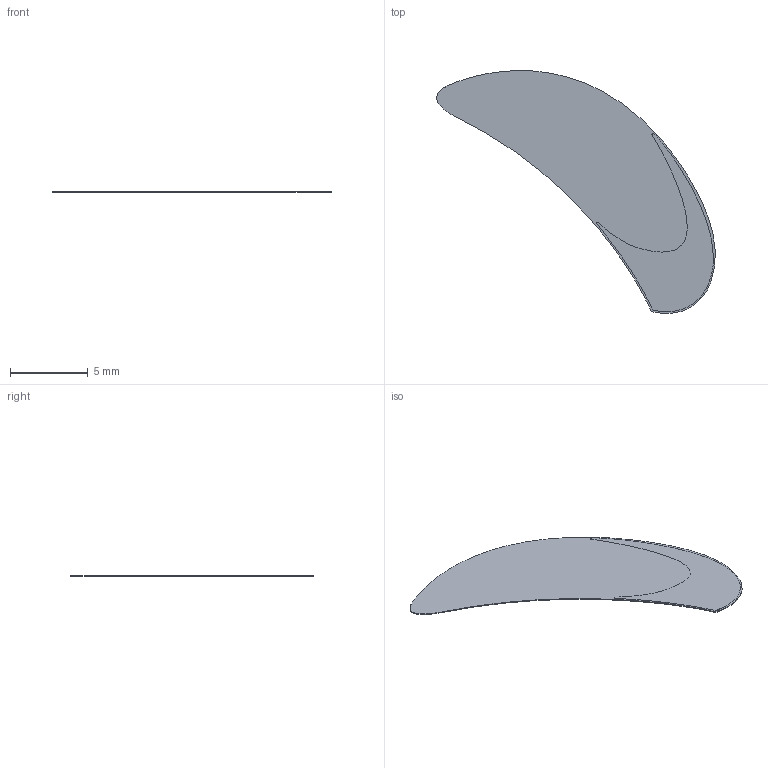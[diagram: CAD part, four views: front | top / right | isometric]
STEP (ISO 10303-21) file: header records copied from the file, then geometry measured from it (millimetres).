
FILE_DESCRIPTION(/* description */ (''),/* implementation_level */ '2;1');
FILE_NAME(/* name */ 'HANE-1 v1.step',/* time_stamp */ '2020-04-28T17:29:35+09:00',/* author */ (''),/* organization */ (''),/* preprocessor_version */ 'ST-DEVELOPER v18.1',/* originating_system */ 'Autodesk Translation Framework v9.2.0.1227',/* authorisation */ '');
FILE_SCHEMA (('AUTOMOTIVE_DESIGN { 1 0 10303 214 3 1 1 }'));
Length unit declared in the file: millimetre
Products named in the file (1): HANE-1
Bounding box: 17.89 x 15.59 x 0.06 mm (x, y, z)
Volume: 6.4 mm3; surface area: 301.4 mm2
Topology: 2 solids, 2 shells, 268 faces, 792 edges, 528 vertices
Faces by surface type: plane 268
Entity records: 8788 total; most frequent: CARTESIAN_POINT 1589, ORIENTED_EDGE 1584, DIRECTION 1330, LINE 792, VECTOR 792, EDGE_CURVE 792, VERTEX_POINT 528, AXIS2_PLACEMENT_3D 269
